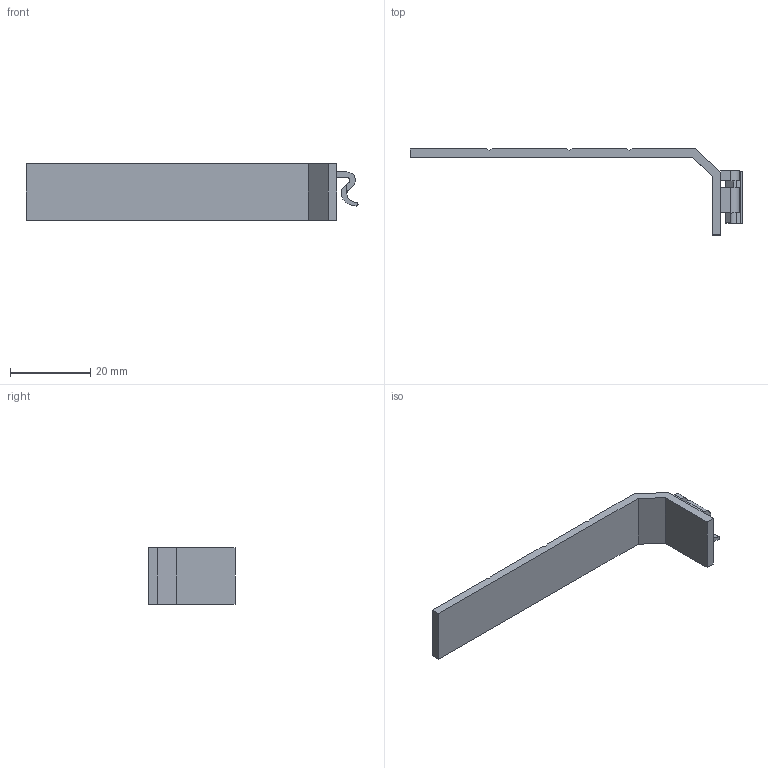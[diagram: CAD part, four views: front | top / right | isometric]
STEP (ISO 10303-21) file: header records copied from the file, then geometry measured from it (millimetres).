
FILE_DESCRIPTION (( 'STEP AP214' ), '1' );
FILE_NAME ('0.1.0.0.553415.STEP', '2024-09-24T07:22:40', ( '' ), ( '' ), 'SwSTEP 2.0', 'SolidWorks 2023', '' );
FILE_SCHEMA (( 'AUTOMOTIVE_DESIGN' ));
Length unit declared in the file: millimetre
Products named in the file (1): 0.1.0.0.553415
Bounding box: 82.99 x 21.5 x 14 mm (x, y, z)
Volume: 2996.8 mm3; surface area: 3472.2 mm2
Topology: 1 solids, 1 shells, 173 faces, 453 edges, 301 vertices
Faces by surface type: plane 88, bspline 71, cylinder 14
Entity records: 10288 total; most frequent: CARTESIAN_POINT 6455, ORIENTED_EDGE 906, DIRECTION 545, EDGE_CURVE 453, VERTEX_POINT 301, VECTOR 283, LINE 283, EDGE_LOOP 194
